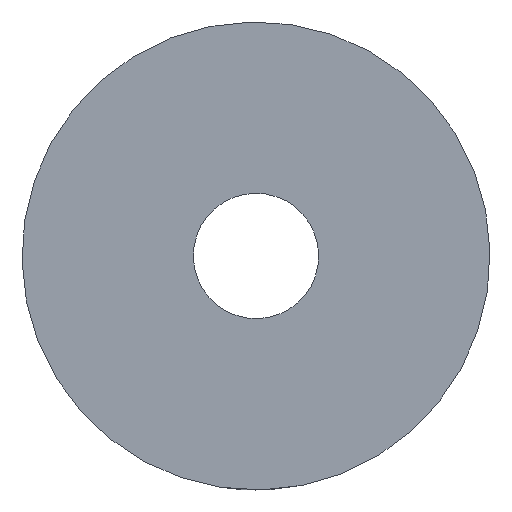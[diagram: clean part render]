
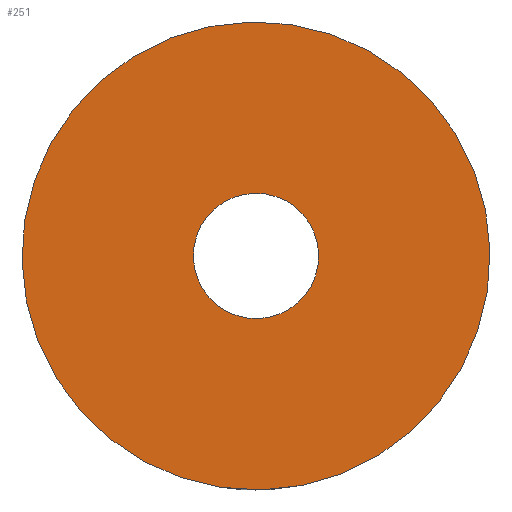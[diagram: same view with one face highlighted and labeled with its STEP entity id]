
A CAD part, front view. The second image highlights one B-rep face of the part: STEP entity #251.
In plain terms, the highlighted planar face has unit normal (0, -1, 0).
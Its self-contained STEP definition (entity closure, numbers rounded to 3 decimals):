
#181=CARTESIAN_POINT('Vertex',(49.145,-32.,-26.848)) ;
#184=CARTESIAN_POINT('Axis2P3D Location',(0.,-32.,0.)) ;
#188=CARTESIAN_POINT('Vertex',(-49.145,-32.,26.848)) ;
#212=CARTESIAN_POINT('Axis2P3D Location',(0.,-32.,0.)) ;
#224=CARTESIAN_POINT('Axis2P3D Location',(56.,-32.,0.)) ;
#233=CARTESIAN_POINT('Axis2P3D Location',(0.,-32.,0.)) ;
#237=CARTESIAN_POINT('Vertex',(-13.164,-32.,7.191)) ;
#239=CARTESIAN_POINT('Vertex',(13.164,-32.,-7.191)) ;
#242=CARTESIAN_POINT('Axis2P3D Location',(0.,-32.,0.)) ;
#185=DIRECTION('Axis2P3D Direction',(0.,1.,0.)) ;
#213=DIRECTION('Axis2P3D Direction',(0.,1.,0.)) ;
#225=DIRECTION('Axis2P3D Direction',(0.,1.,0.)) ;
#226=DIRECTION('Axis2P3D XDirection',(1.,-0.,0.)) ;
#234=DIRECTION('Axis2P3D Direction',(0.,1.,0.)) ;
#243=DIRECTION('Axis2P3D Direction',(0.,1.,0.)) ;
#186=AXIS2_PLACEMENT_3D('Circle Axis2P3D',#184,#185,$) ;
#214=AXIS2_PLACEMENT_3D('Circle Axis2P3D',#212,#213,$) ;
#227=AXIS2_PLACEMENT_3D('Plane Axis2P3D',#224,#225,#226) ;
#235=AXIS2_PLACEMENT_3D('Circle Axis2P3D',#233,#234,$) ;
#244=AXIS2_PLACEMENT_3D('Circle Axis2P3D',#242,#243,$) ;
#230=ORIENTED_EDGE('',*,*,#190,.F.) ;
#231=ORIENTED_EDGE('',*,*,#216,.F.) ;
#248=ORIENTED_EDGE('',*,*,#241,.T.) ;
#249=ORIENTED_EDGE('',*,*,#246,.T.) ;
#250=FACE_BOUND('',#247,.T.) ;
#251=ADVANCED_FACE('Corps principal',(#232,#250),#228,.F.) ;
#187=CIRCLE('generated circle',#186,56.) ;
#215=CIRCLE('generated circle',#214,56.) ;
#236=CIRCLE('generated circle',#235,15.) ;
#245=CIRCLE('generated circle',#244,15.) ;
#190=EDGE_CURVE('',#182,#189,#187,.T.) ;
#216=EDGE_CURVE('',#189,#182,#215,.T.) ;
#241=EDGE_CURVE('',#238,#240,#236,.T.) ;
#246=EDGE_CURVE('',#240,#238,#245,.T.) ;
#229=EDGE_LOOP('',(#230,#231)) ;
#247=EDGE_LOOP('',(#248,#249)) ;
#232=FACE_OUTER_BOUND('',#229,.T.) ;
#228=PLANE('Plane',#227) ;
#182=VERTEX_POINT('',#181) ;
#189=VERTEX_POINT('',#188) ;
#238=VERTEX_POINT('',#237) ;
#240=VERTEX_POINT('',#239) ;
